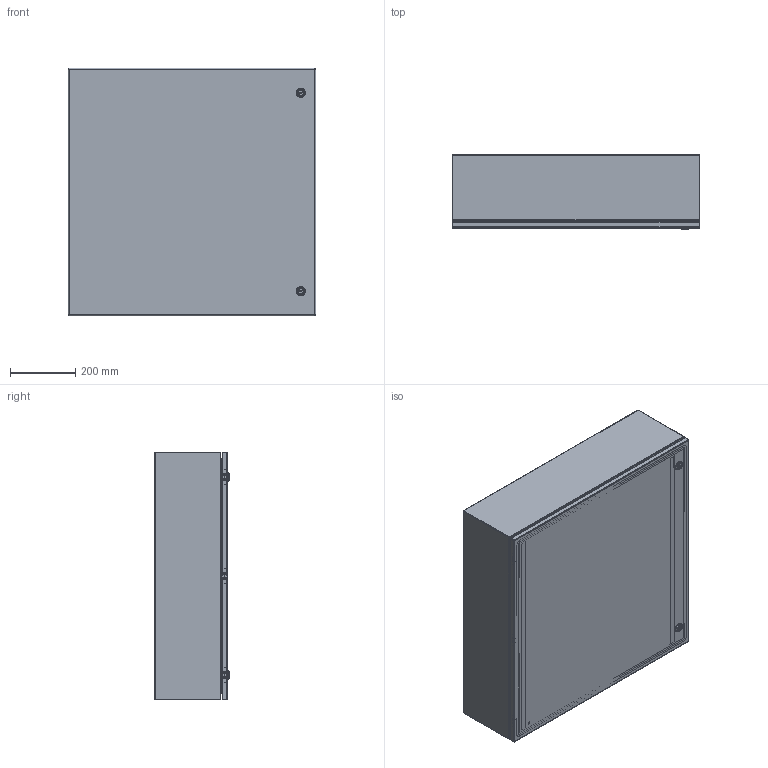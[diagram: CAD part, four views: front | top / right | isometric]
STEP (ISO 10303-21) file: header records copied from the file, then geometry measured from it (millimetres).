
FILE_DESCRIPTION (( 'STEP AP203' ), '1' );
FILE_NAME ('EN4SD30308GY_Default.step', '2019-11-14T20:59:26', ( '' ), ( '' ), 'SwSTEP 2.0', 'SolidWorks 2019', '' );
FILE_SCHEMA (( 'CONFIG_CONTROL_DESIGN' ));
Length unit declared in the file: inch
Products named in the file (1): EN4SD30308GY_Default
Bounding box: 762 x 228.52 x 762 mm (x, y, z)
Volume: 3783863.5 mm3; surface area: 4171358.4 mm2
Topology: 29 solids, 30 shells, 866 faces, 2042 edges, 1268 vertices
Faces by surface type: plane 420, cylinder 286, bspline 110, torus 28, cone 22
Entity records: 28887 total; most frequent: CARTESIAN_POINT 9361, ORIENTED_EDGE 4060, DIRECTION 3966, EDGE_CURVE 2030, AXIS2_PLACEMENT_3D 1385, VERTEX_POINT 1268, LINE 1196, VECTOR 1196
